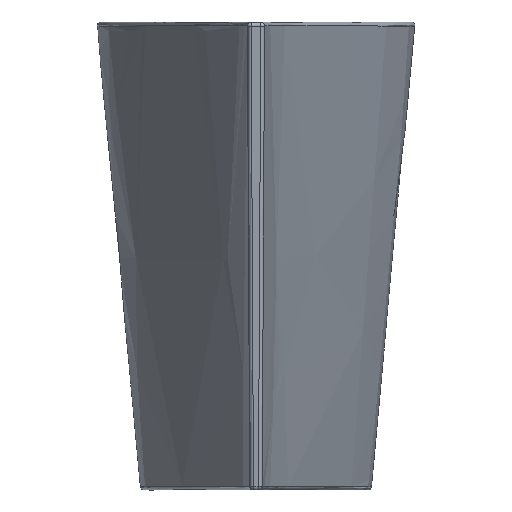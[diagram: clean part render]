
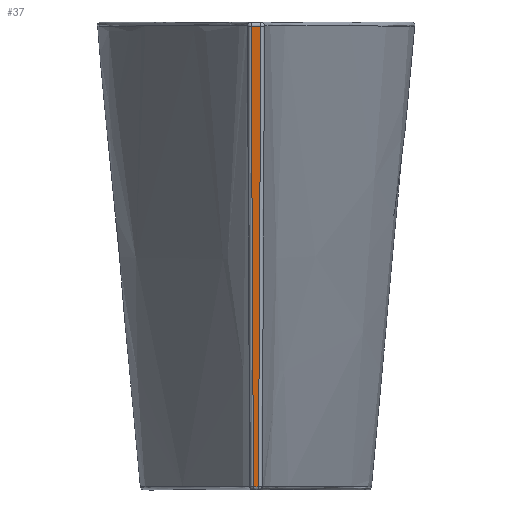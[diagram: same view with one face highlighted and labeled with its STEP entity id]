
A CAD part, left-side view. The second image highlights one B-rep face of the part: STEP entity #37.
In plain terms, the highlighted free-form (B-spline) face has degree [1, 3] with [2, 6] control points.
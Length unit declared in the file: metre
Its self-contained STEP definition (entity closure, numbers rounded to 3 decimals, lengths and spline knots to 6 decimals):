
#37=ADVANCED_FACE('',(#51),#175,.T.);
#51=FACE_OUTER_BOUND('',#65,.T.);
#65=EDGE_LOOP('',(#110,#111,#112,#113));
#110=ORIENTED_EDGE('',*,*,#126,.F.);
#111=ORIENTED_EDGE('',*,*,#136,.F.);
#112=ORIENTED_EDGE('',*,*,#120,.F.);
#113=ORIENTED_EDGE('',*,*,#137,.F.);
#120=EDGE_CURVE('',#171,#162,#138,.T.);
#126=EDGE_CURVE('',#165,#168,#140,.T.);
#136=EDGE_CURVE('',#162,#165,#144,.T.);
#137=EDGE_CURVE('',#168,#171,#145,.T.);
#138=B_SPLINE_CURVE_WITH_KNOTS('',3,(#3334,#3335,#3336,#3337,#3338,#3339,
#3340,#3341,#3342,#3343,#3344,#3345,#3346,#3347,#3348,#3349),
 .UNSPECIFIED.,.F.,.F.,(4,2,2,2,2,2,2,4),(17.643193,37.753618,
352.89698,1258.98382,2165.07066,2470.278859,2480.214022,
2495.32314),.UNSPECIFIED.);
#140=B_SPLINE_CURVE_WITH_KNOTS('',3,(#3378,#3379,#3380,#3381,#3382,#3383,
#3384,#3385,#3386,#3387,#3388,#3389,#3390,#3391),.UNSPECIFIED.,.F.,.F.,
(4,2,2,2,2,2,4),(22.644631,40.138058,466.157835,1372.244675,
2278.331515,2482.598461,2500.324471),.UNSPECIFIED.);
#144=B_SPLINE_CURVE_WITH_KNOTS('',1,(#4476,#4477),.UNSPECIFIED.,.F.,.F.,
(2,2),(20.095592,71.705568),.UNSPECIFIED.);
#145=B_SPLINE_CURVE_WITH_KNOTS('',1,(#4478,#4479),.UNSPECIFIED.,.F.,.F.,
(2,2),(19.877103,46.541887),.UNSPECIFIED.);
#162=VERTEX_POINT('',#2256);
#165=VERTEX_POINT('',#2259);
#168=VERTEX_POINT('',#2262);
#171=VERTEX_POINT('',#2265);
#175=B_SPLINE_SURFACE_WITH_KNOTS('',1,3,((#2244,#2245,#2246,#2247,#2248,
#2249),(#2250,#2251,#2252,#2253,#2254,#2255)),.UNSPECIFIED.,.F.,.F.,.F.,
(2,2),(4,1,1,4),(0.,1.),(0.,0.020202,0.979798,1.),
 .UNSPECIFIED.);
#2244=CARTESIAN_POINT('',(-2.6125,0.03321,7.95));
#2245=CARTESIAN_POINT('',(-2.61452,0.033295,7.966835));
#2246=CARTESIAN_POINT('',(-2.7125,0.03744,8.783333));
#2247=CARTESIAN_POINT('',(-2.8125,0.04167,9.616667));
#2248=CARTESIAN_POINT('',(-2.91048,0.045815,10.433165));
#2249=CARTESIAN_POINT('',(-2.9125,0.0459,10.45));
#2250=CARTESIAN_POINT('',(-2.6125,-0.03321,7.95));
#2251=CARTESIAN_POINT('',(-2.61452,-0.033295,7.966835));
#2252=CARTESIAN_POINT('',(-2.7125,-0.03744,8.783333));
#2253=CARTESIAN_POINT('',(-2.8125,-0.04167,9.616667));
#2254=CARTESIAN_POINT('',(-2.91048,-0.045815,10.433165));
#2255=CARTESIAN_POINT('',(-2.9125,-0.0459,10.45));
#2256=CARTESIAN_POINT('',(-2.909814,0.025804,10.427617));
#2259=CARTESIAN_POINT('',(-2.909814,-0.025806,10.427617));
#2262=CARTESIAN_POINT('',(-2.614614,-0.013333,7.967617));
#2265=CARTESIAN_POINT('',(-2.614614,0.013332,7.967617));
#3334=CARTESIAN_POINT('',(-2.614614,0.013332,7.967617));
#3335=CARTESIAN_POINT('',(-2.615413,0.013365,7.974273));
#3336=CARTESIAN_POINT('',(-2.616211,0.013399,7.980928));
#3337=CARTESIAN_POINT('',(-2.629526,0.013961,8.091882));
#3338=CARTESIAN_POINT('',(-2.642042,0.01449,8.19618));
#3339=CARTESIAN_POINT('',(-2.690542,0.01654,8.600352));
#3340=CARTESIAN_POINT('',(-2.726527,0.01806,8.900226));
#3341=CARTESIAN_POINT('',(-2.798497,0.021101,9.499974));
#3342=CARTESIAN_POINT('',(-2.834482,0.022621,9.799847));
#3343=CARTESIAN_POINT('',(-2.882588,0.024654,10.200731));
#3344=CARTESIAN_POINT('',(-2.894709,0.025166,10.301741));
#3345=CARTESIAN_POINT('',(-2.907225,0.025694,10.40604));
#3346=CARTESIAN_POINT('',(-2.907619,0.025711,10.409328));
#3347=CARTESIAN_POINT('',(-2.908614,0.025753,10.417616));
#3348=CARTESIAN_POINT('',(-2.909214,0.025779,10.422617));
#3349=CARTESIAN_POINT('',(-2.909814,0.025804,10.427617));
#3378=CARTESIAN_POINT('',(-2.909814,-0.025806,10.427617));
#3379=CARTESIAN_POINT('',(-2.909119,-0.025776,10.421828));
#3380=CARTESIAN_POINT('',(-2.908425,-0.025747,10.416038));
#3381=CARTESIAN_POINT('',(-2.890811,-0.025002,10.269255));
#3382=CARTESIAN_POINT('',(-2.873891,-0.024287,10.128262));
#3383=CARTESIAN_POINT('',(-2.820987,-0.022052,9.687395));
#3384=CARTESIAN_POINT('',(-2.785003,-0.020532,9.387521));
#3385=CARTESIAN_POINT('',(-2.713033,-0.017491,8.787774));
#3386=CARTESIAN_POINT('',(-2.677048,-0.015971,8.4879));
#3387=CARTESIAN_POINT('',(-2.632951,-0.014107,8.120423));
#3388=CARTESIAN_POINT('',(-2.624838,-0.013764,8.05282));
#3389=CARTESIAN_POINT('',(-2.616022,-0.013392,7.97935));
#3390=CARTESIAN_POINT('',(-2.615318,-0.013362,7.973484));
#3391=CARTESIAN_POINT('',(-2.614614,-0.013333,7.967617));
#4476=CARTESIAN_POINT('',(-2.909814,0.025804,10.427617));
#4477=CARTESIAN_POINT('',(-2.909814,-0.025806,10.427617));
#4478=CARTESIAN_POINT('',(-2.614614,-0.013333,7.967617));
#4479=CARTESIAN_POINT('',(-2.614614,0.013332,7.967617));
